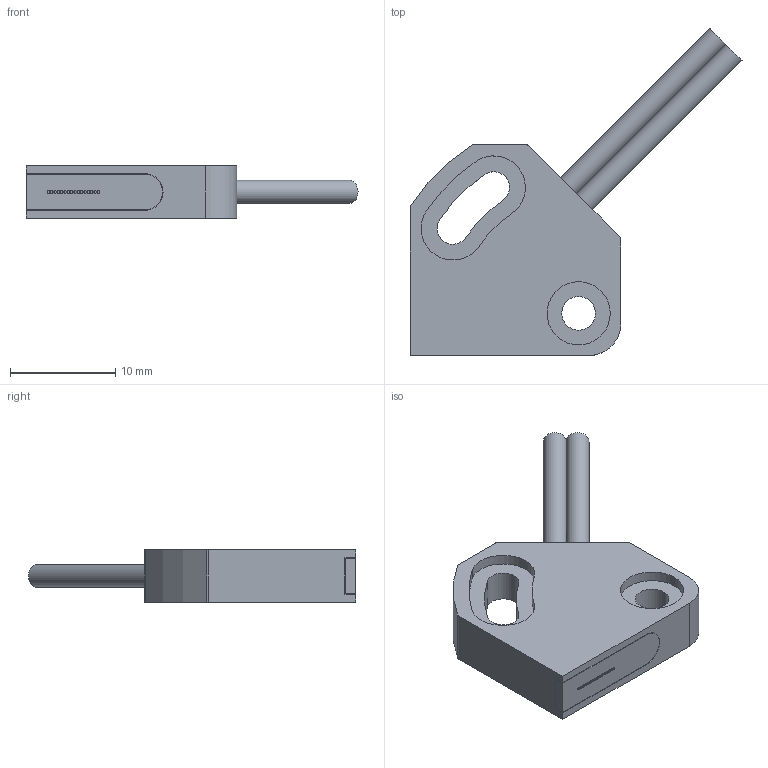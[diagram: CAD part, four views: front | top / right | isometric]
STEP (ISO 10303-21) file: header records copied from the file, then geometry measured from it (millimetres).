
FILE_DESCRIPTION(/* description */ (''),/* implementation_level */ '2;1');
FILE_NAME(/* name */ 'EX-WDA10.stp',/* time_stamp */ '2023-04-10T10:14:28+08:00',/* author */ (''),/* organization */ (''),/* preprocessor_version */ 'ST-DEVELOPER v16.7',/* originating_system */ 'SIEMENS PLM Software NX 12.0',/* authorisation */ '');
FILE_SCHEMA (('AUTOMOTIVE_DESIGN { 1 0 10303 214 3 1 1 1 }'));
Length unit declared in the file: millimetre
Products named in the file (1): EX-WDA10
Bounding box: 31.5 x 31.03 x 5 mm (x, y, z)
Volume: 1593.4 mm3; surface area: 1588.2 mm2
Topology: 3 solids, 3 shells, 81 faces, 213 edges, 142 vertices
Faces by surface type: cylinder 60, plane 21
Entity records: 2673 total; most frequent: DIRECTION 497, CARTESIAN_POINT 437, ORIENTED_EDGE 426, EDGE_CURVE 213, AXIS2_PLACEMENT_3D 202, VERTEX_POINT 142, EDGE_LOOP 121, CIRCLE 120
